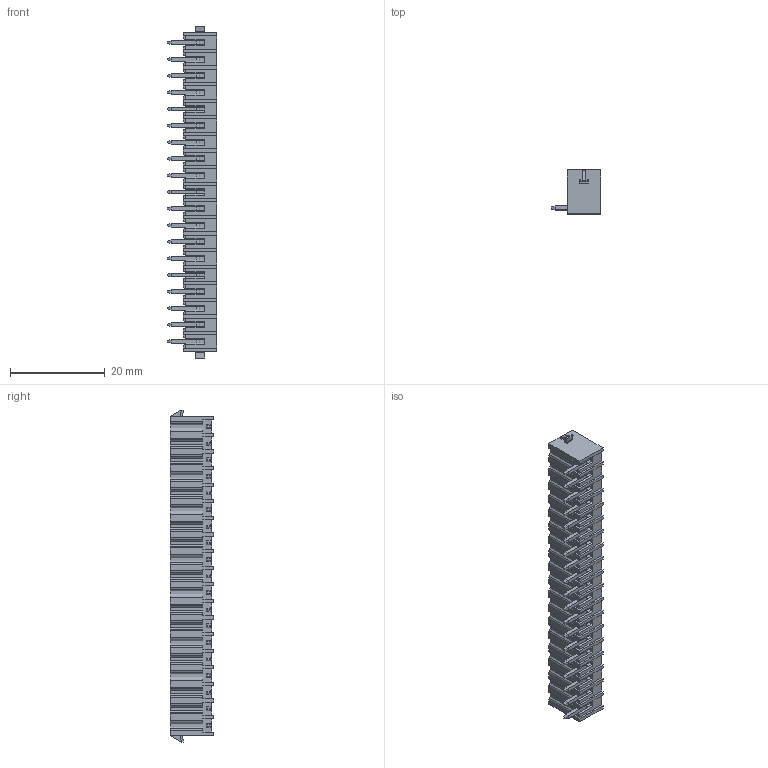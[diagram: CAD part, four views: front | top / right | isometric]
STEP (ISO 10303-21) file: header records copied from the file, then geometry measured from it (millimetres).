
FILE_DESCRIPTION((''),'2;1');
FILE_NAME('PRT0002','2024-10-12T',('sheji'),(''),'PRO/ENGINEER BY PARAMETRIC TECHNOLOGY CORPORATION, 2015240','PRO/ENGINEER BY PARAMETRIC TECHNOLOGY CORPORATION, 2015240','');
FILE_SCHEMA(('CONFIG_CONTROL_DESIGN'));
Length unit declared in the file: millimetre
Products named in the file (1): PRT0002
Bounding box: 10.4 x 9.2 x 70 mm (x, y, z)
Volume: 1901 mm3; surface area: 6038.4 mm2
Topology: 20 solids, 20 shells, 1206 faces, 3207 edges, 2100 vertices
Faces by surface type: plane 976, cylinder 192, cone 38
Entity records: 36982 total; most frequent: CARTESIAN_POINT 6950, ORIENTED_EDGE 6414, DIRECTION 5817, EDGE_CURVE 3207, VECTOR 2705, LINE 2705, VERTEX_POINT 2100, AXIS2_PLACEMENT_3D 1556
